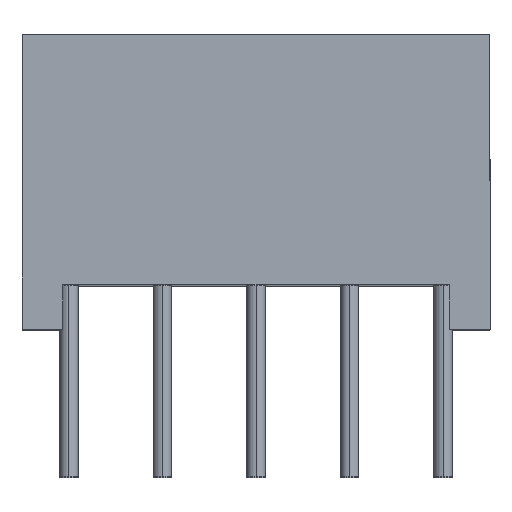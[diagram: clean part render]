
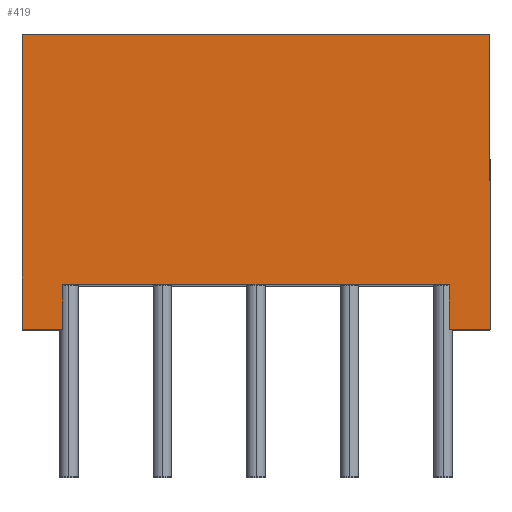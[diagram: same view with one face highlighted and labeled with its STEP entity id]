
A CAD part, top view. The second image highlights one B-rep face of the part: STEP entity #419.
In plain terms, the highlighted planar face has unit normal (0, 0, 1).
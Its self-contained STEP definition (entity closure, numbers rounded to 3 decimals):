
#34 = LINE ( 'NONE', #1052, #2624 ) ;
#65 = CARTESIAN_POINT ( 'NONE',  ( -6.35, -8., 9.525 ) ) ;
#142 = VERTEX_POINT ( 'NONE', #1946 ) ;
#179 = ORIENTED_EDGE ( 'NONE', *, *, #1611, .T. ) ;
#233 = VERTEX_POINT ( 'NONE', #1030 ) ;
#271 = CARTESIAN_POINT ( 'NONE',  ( -6.35, 0., 9.525 ) ) ;
#300 = LINE ( 'NONE', #2028, #2920 ) ;
#304 = DIRECTION ( 'NONE',  ( 0., 0., 1. ) ) ;
#348 = LINE ( 'NONE', #754, #1876 ) ;
#419 = ADVANCED_FACE ( 'NONE', ( #2336 ), #3385, .T. ) ;
#565 = VECTOR ( 'NONE', #3771, 1000. ) ;
#585 = ORIENTED_EDGE ( 'NONE', *, *, #2233, .T. ) ;
#689 = LINE ( 'NONE', #65, #2754 ) ;
#729 = ORIENTED_EDGE ( 'NONE', *, *, #3810, .T. ) ;
#754 = CARTESIAN_POINT ( 'NONE',  ( -5.25, -8., 9.525 ) ) ;
#840 = VERTEX_POINT ( 'NONE', #1671 ) ;
#906 = CARTESIAN_POINT ( 'NONE',  ( -6.35, -8., 9.525 ) ) ;
#969 = VERTEX_POINT ( 'NONE', #3056 ) ;
#1026 = DIRECTION ( 'NONE',  ( 0., 1., 0. ) ) ;
#1030 = CARTESIAN_POINT ( 'NONE',  ( 6.35, -8., 9.525 ) ) ;
#1052 = CARTESIAN_POINT ( 'NONE',  ( 6.35, -8., 9.525 ) ) ;
#1091 = LINE ( 'NONE', #2429, #565 ) ;
#1388 = ORIENTED_EDGE ( 'NONE', *, *, #3154, .T. ) ;
#1450 = VECTOR ( 'NONE', #2093, 1000. ) ;
#1505 = VERTEX_POINT ( 'NONE', #1813 ) ;
#1524 = VECTOR ( 'NONE', #2636, 1000. ) ;
#1611 = EDGE_CURVE ( 'NONE', #2066, #2399, #689, .T. ) ;
#1671 = CARTESIAN_POINT ( 'NONE',  ( 5.25, -8., 9.525 ) ) ;
#1721 = ORIENTED_EDGE ( 'NONE', *, *, #1916, .T. ) ;
#1813 = CARTESIAN_POINT ( 'NONE',  ( -5.25, -6.8, 9.525 ) ) ;
#1876 = VECTOR ( 'NONE', #1026, 1000. ) ;
#1916 = EDGE_CURVE ( 'NONE', #840, #233, #3663, .T. ) ;
#1919 = LINE ( 'NONE', #3015, #1524 ) ;
#1946 = CARTESIAN_POINT ( 'NONE',  ( 6.35, 0., 9.525 ) ) ;
#1970 = EDGE_CURVE ( 'NONE', #1505, #4200, #1091, .T. ) ;
#2028 = CARTESIAN_POINT ( 'NONE',  ( -6.35, 0., 9.525 ) ) ;
#2055 = DIRECTION ( 'NONE',  ( 0., -1., 0. ) ) ;
#2066 = VERTEX_POINT ( 'NONE', #271 ) ;
#2093 = DIRECTION ( 'NONE',  ( 1., 0., 0. ) ) ;
#2233 = EDGE_CURVE ( 'NONE', #233, #142, #34, .T. ) ;
#2304 = CARTESIAN_POINT ( 'NONE',  ( -6.35, -8., 9.525 ) ) ;
#2336 = FACE_OUTER_BOUND ( 'NONE', #2576, .T. ) ;
#2399 = VERTEX_POINT ( 'NONE', #3447 ) ;
#2429 = CARTESIAN_POINT ( 'NONE',  ( -11.816, -6.8, 9.525 ) ) ;
#2576 = EDGE_LOOP ( 'NONE', ( #179, #1388, #2828, #3148, #729, #1721, #585, #4400 ) ) ;
#2624 = VECTOR ( 'NONE', #2732, 1000. ) ;
#2636 = DIRECTION ( 'NONE',  ( 0., -1., 0. ) ) ;
#2732 = DIRECTION ( 'NONE',  ( 0., 1., 0. ) ) ;
#2754 = VECTOR ( 'NONE', #2055, 1000. ) ;
#2828 = ORIENTED_EDGE ( 'NONE', *, *, #3971, .T. ) ;
#2857 = EDGE_CURVE ( 'NONE', #142, #2066, #300, .T. ) ;
#2900 = VECTOR ( 'NONE', #3312, 1000. ) ;
#2920 = VECTOR ( 'NONE', #3369, 1000. ) ;
#3015 = CARTESIAN_POINT ( 'NONE',  ( 5.25, -4., 9.525 ) ) ;
#3056 = CARTESIAN_POINT ( 'NONE',  ( -5.25, -8., 9.525 ) ) ;
#3148 = ORIENTED_EDGE ( 'NONE', *, *, #1970, .T. ) ;
#3154 = EDGE_CURVE ( 'NONE', #2399, #969, #4001, .T. ) ;
#3216 = AXIS2_PLACEMENT_3D ( 'NONE', #3348, #304, #4393 ) ;
#3312 = DIRECTION ( 'NONE',  ( 1., 0., 0. ) ) ;
#3348 = CARTESIAN_POINT ( 'NONE',  ( -6.35, -8., 9.525 ) ) ;
#3369 = DIRECTION ( 'NONE',  ( -1., 0., 0. ) ) ;
#3385 = PLANE ( 'NONE',  #3216 ) ;
#3447 = CARTESIAN_POINT ( 'NONE',  ( -6.35, -8., 9.525 ) ) ;
#3663 = LINE ( 'NONE', #906, #2900 ) ;
#3771 = DIRECTION ( 'NONE',  ( 1., 0., 0. ) ) ;
#3810 = EDGE_CURVE ( 'NONE', #4200, #840, #1919, .T. ) ;
#3971 = EDGE_CURVE ( 'NONE', #969, #1505, #348, .T. ) ;
#4001 = LINE ( 'NONE', #2304, #1450 ) ;
#4036 = CARTESIAN_POINT ( 'NONE',  ( 5.25, -6.8, 9.525 ) ) ;
#4200 = VERTEX_POINT ( 'NONE', #4036 ) ;
#4393 = DIRECTION ( 'NONE',  ( 1., 0., 0. ) ) ;
#4400 = ORIENTED_EDGE ( 'NONE', *, *, #2857, .T. ) ;
